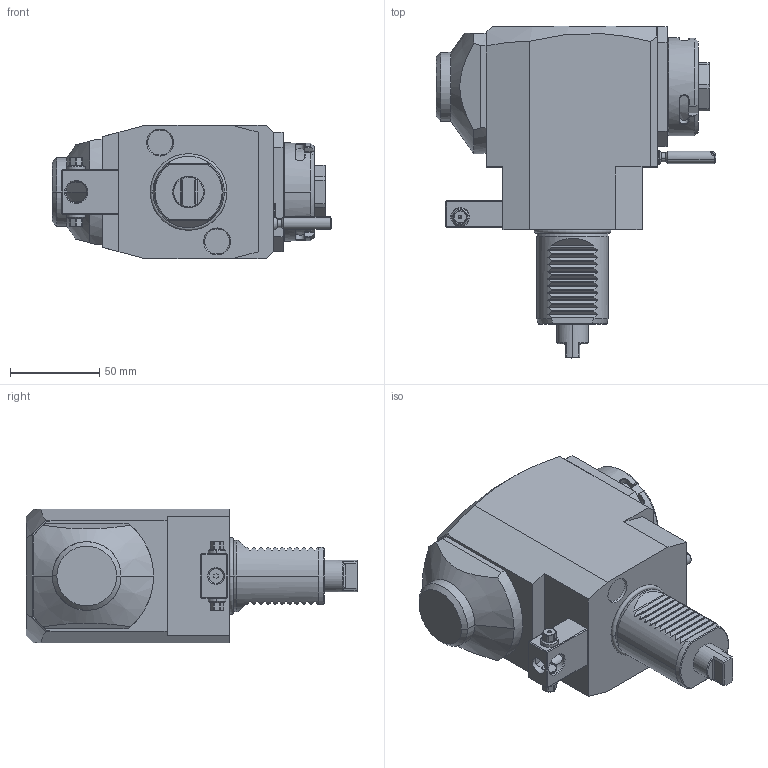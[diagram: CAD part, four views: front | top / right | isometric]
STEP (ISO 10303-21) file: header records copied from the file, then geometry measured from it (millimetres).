
FILE_DESCRIPTION((''),'2;1');
FILE_NAME('NGT1_40_225_25_3_3_80T','2024-10-24T',('vali'),('NOVA GRUP'),'PRO/ENGINEER BY PARAMETRIC TECHNOLOGY CORPORATION, 2010280','PRO/ENGINEER BY PARAMETRIC TECHNOLOGY CORPORATION, 2010280','');
FILE_SCHEMA(('CONFIG_CONTROL_DESIGN'));
Length unit declared in the file: millimetre
Products named in the file (1): NGT1_40_225_25_3_3_80T
Bounding box: 156.83 x 186 x 75 mm (x, y, z)
Volume: 956150.2 mm3; surface area: 71682.3 mm2
Topology: 1 solids, 2 shells, 403 faces, 1077 edges, 692 vertices
Faces by surface type: plane 222, cylinder 101, cone 68, bspline 6, torus 4, sphere 2
Entity records: 15777 total; most frequent: CARTESIAN_POINT 6076, ORIENTED_EDGE 2146, DIRECTION 1816, EDGE_CURVE 1073, VERTEX_POINT 692, AXIS2_PLACEMENT_3D 623, VECTOR 570, LINE 570
